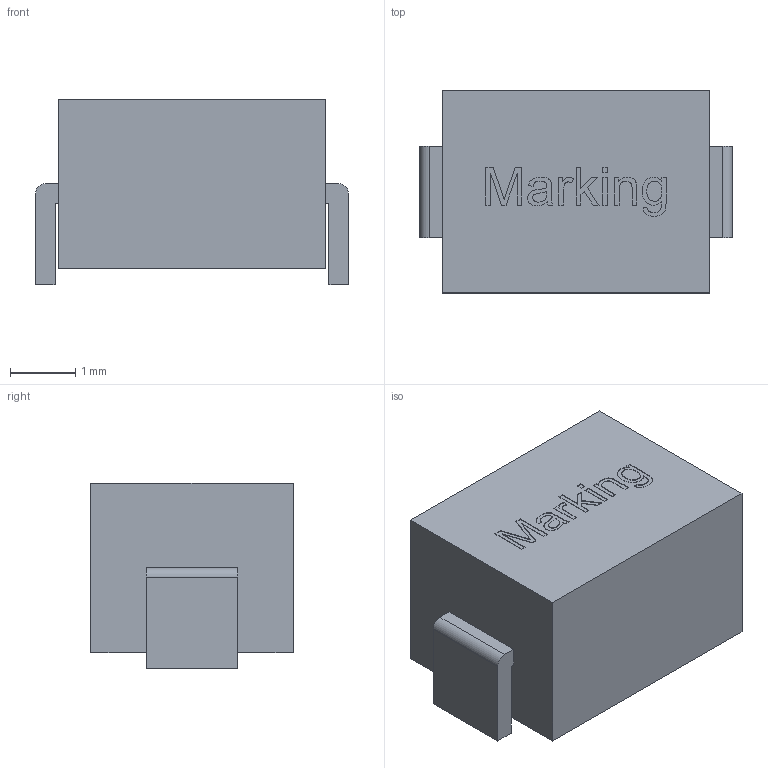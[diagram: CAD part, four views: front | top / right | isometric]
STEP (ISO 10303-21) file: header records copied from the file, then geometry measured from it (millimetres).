
FILE_DESCRIPTION(/* description */ ('Unknown'),/* implementation_level */ '2;1');
FILE_NAME(/* name */ '74434030xxx',/* time_stamp */ '2019-09-19T09:01:01+02:00',/* author */ ('Unknown'),/* organization */ ('Unknown'),/* preprocessor_version */ 'ST-DEVELOPER v16.7',/* originating_system */ 'DEX',/* authorisation */ $);
FILE_SCHEMA (('AUTOMOTIVE_DESIGN {1 0 10303 214 3 1 1}'));
Length unit declared in the file: millimetre
Products named in the file (3): 74434030xxx; Body; Pin
Assembly tree (2 placements, depth 2):
  74434030xxx
    Body
    Pin
Bounding box: 4.8 x 3.1 x 2.85 mm (x, y, z)
Volume: 34.2 mm3; surface area: 109.3 mm2
Topology: 2 solids, 2 shells, 98 faces, 252 edges, 168 vertices
Faces by surface type: plane 80, bspline 16, cylinder 2
Entity records: 4164 total; most frequent: CARTESIAN_POINT 1392, ORIENTED_EDGE 502, DIRECTION 301, EDGE_CURVE 251, VERTEX_POINT 168, B_SPLINE_CURVE_WITH_KNOTS 124, LINE 123, VECTOR 123
